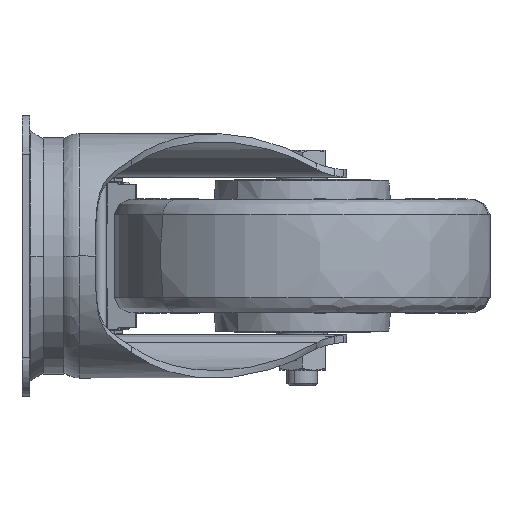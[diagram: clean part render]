
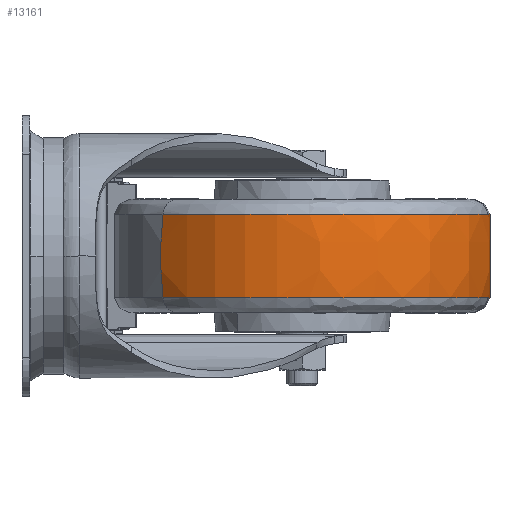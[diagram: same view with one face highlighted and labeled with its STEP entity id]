
A CAD part, left-side view. The second image highlights one B-rep face of the part: STEP entity #13161.
In plain terms, the highlighted free-form (B-spline) face has degree [3, 3] with [4, 4] control points.
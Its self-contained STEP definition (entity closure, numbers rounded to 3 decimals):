
#4621 = EDGE_LOOP ( 'NONE', ( #66742, #23431, #11002, #63763 ) ) ;
#5318 = CARTESIAN_POINT ( 'NONE',  ( -7.012, -267.195, -5.483 ) ) ;
#5726 = CARTESIAN_POINT ( 'NONE',  ( 3.324, -54.156, -5.483 ) ) ;
#9279 = VERTEX_POINT ( 'NONE', #66456 ) ;
#10263 = CARTESIAN_POINT ( 'NONE',  ( 30.48, -84.081, 0. ) ) ;
#11002 = ORIENTED_EDGE ( 'NONE', *, *, #47596, .T. ) ;
#11060 = CARTESIAN_POINT ( 'NONE',  ( -5.695, -263.802, -16.328 ) ) ;
#12087 = AXIS2_PLACEMENT_3D ( 'NONE', #72313, #59852, #27994 ) ;
#13161 = ADVANCED_FACE ( 'NONE', ( #29342 ), #37340, .T. ) ;
#13918 = CIRCLE ( 'NONE', #24525, 110. ) ;
#18557 = CARTESIAN_POINT ( 'NONE',  ( 103.582, -164.638, -16.328 ) ) ;
#23431 = ORIENTED_EDGE ( 'NONE', *, *, #30675, .T. ) ;
#24191 = DIRECTION ( 'NONE',  ( -0.672, 0.741, 0. ) ) ;
#24361 = CARTESIAN_POINT ( 'NONE',  ( 104.676, -165.844, -5.483 ) ) ;
#24525 = AXIS2_PLACEMENT_3D ( 'NONE', #10263, #81162, #61634 ) ;
#25402 = DIRECTION ( 'NONE',  ( 0., 0., 1. ) ) ;
#27994 = DIRECTION ( 'NONE',  ( -0.672, 0.741, 0. ) ) ;
#29342 = FACE_OUTER_BOUND ( 'NONE', #4621, .T. ) ;
#30166 = CARTESIAN_POINT ( 'NONE',  ( -104.858, -154.525, -16.328 ) ) ;
#30602 = CIRCLE ( 'NONE', #12087, 110. ) ;
#30675 = EDGE_CURVE ( 'NONE', #40205, #39149, #13918, .T. ) ;
#31466 = CARTESIAN_POINT ( 'NONE',  ( 103.582, -164.638, 16.328 ) ) ;
#35567 = CARTESIAN_POINT ( 'NONE',  ( 104.676, -165.844, 5.483 ) ) ;
#37180 = CARTESIAN_POINT ( 'NONE',  ( 3.324, -54.156, 5.483 ) ) ;
#37340 =( BOUNDED_SURFACE ( )  B_SPLINE_SURFACE ( 3, 3, ( 
 ( #18557, #11060, #30166, #55846 ),
 ( #24361, #5318, #81570, #5726 ),
 ( #35567, #55016, #55437, #37180 ),
 ( #42933, #60834, #80767, #80346 ) ),
 .UNSPECIFIED., .F., .F., .F. ) 
 B_SPLINE_SURFACE_WITH_KNOTS ( ( 4, 4 ),
 ( 4, 4 ),
 ( 0., 1. ),
 ( 0., 1. ),
 .UNSPECIFIED. ) 
 GEOMETRIC_REPRESENTATION_ITEM ( )  RATIONAL_B_SPLINE_SURFACE ( (
 ( 1., 0.333, 0.333, 1.),
 ( 0.993, 0.331, 0.331, 0.993),
 ( 0.993, 0.331, 0.331, 0.993),
 ( 1., 0.333, 0.333, 1.) ) ) 
 REPRESENTATION_ITEM ( '' )  SURFACE ( )  );
#39149 = VERTEX_POINT ( 'NONE', #31466 ) ;
#40064 = VERTEX_POINT ( 'NONE', #43663 ) ;
#40205 = VERTEX_POINT ( 'NONE', #64816 ) ;
#40235 = CIRCLE ( 'NONE', #72034, 73.781 ) ;
#42217 = DIRECTION ( 'NONE',  ( 0., 0., -1. ) ) ;
#42284 = AXIS2_PLACEMENT_3D ( 'NONE', #60495, #42217, #67145 ) ;
#42933 = CARTESIAN_POINT ( 'NONE',  ( 103.582, -164.638, 16.328 ) ) ;
#43663 = CARTESIAN_POINT ( 'NONE',  ( 4.418, -55.362, -16.328 ) ) ;
#47596 = EDGE_CURVE ( 'NONE', #39149, #9279, #58243, .T. ) ;
#54222 = EDGE_CURVE ( 'NONE', #40064, #9279, #30602, .T. ) ;
#55016 = CARTESIAN_POINT ( 'NONE',  ( -7.012, -267.195, 5.483 ) ) ;
#55437 = CARTESIAN_POINT ( 'NONE',  ( -108.363, -155.508, 5.483 ) ) ;
#55846 = CARTESIAN_POINT ( 'NONE',  ( 4.418, -55.362, -16.328 ) ) ;
#58243 = CIRCLE ( 'NONE', #42284, 73.781 ) ;
#59852 = DIRECTION ( 'NONE',  ( 0.741, 0.672, 0. ) ) ;
#60495 = CARTESIAN_POINT ( 'NONE',  ( 54., -110., 16.328 ) ) ;
#60834 = CARTESIAN_POINT ( 'NONE',  ( -5.695, -263.802, 16.328 ) ) ;
#61634 = DIRECTION ( 'NONE',  ( 0.672, -0.741, 0. ) ) ;
#63763 = ORIENTED_EDGE ( 'NONE', *, *, #54222, .F. ) ;
#64816 = CARTESIAN_POINT ( 'NONE',  ( 103.582, -164.638, -16.328 ) ) ;
#66456 = CARTESIAN_POINT ( 'NONE',  ( 4.418, -55.362, 16.328 ) ) ;
#66742 = ORIENTED_EDGE ( 'NONE', *, *, #76345, .T. ) ;
#67145 = DIRECTION ( 'NONE',  ( -0.672, 0.741, 0. ) ) ;
#69709 = CARTESIAN_POINT ( 'NONE',  ( 54., -110., -16.328 ) ) ;
#72034 = AXIS2_PLACEMENT_3D ( 'NONE', #69709, #25402, #24191 ) ;
#72313 = CARTESIAN_POINT ( 'NONE',  ( 77.52, -135.919, 0. ) ) ;
#76345 = EDGE_CURVE ( 'NONE', #40064, #40205, #40235, .T. ) ;
#80346 = CARTESIAN_POINT ( 'NONE',  ( 4.418, -55.362, 16.328 ) ) ;
#80767 = CARTESIAN_POINT ( 'NONE',  ( -104.858, -154.525, 16.328 ) ) ;
#81162 = DIRECTION ( 'NONE',  ( -0.741, -0.672, 0. ) ) ;
#81570 = CARTESIAN_POINT ( 'NONE',  ( -108.363, -155.508, -5.483 ) ) ;
